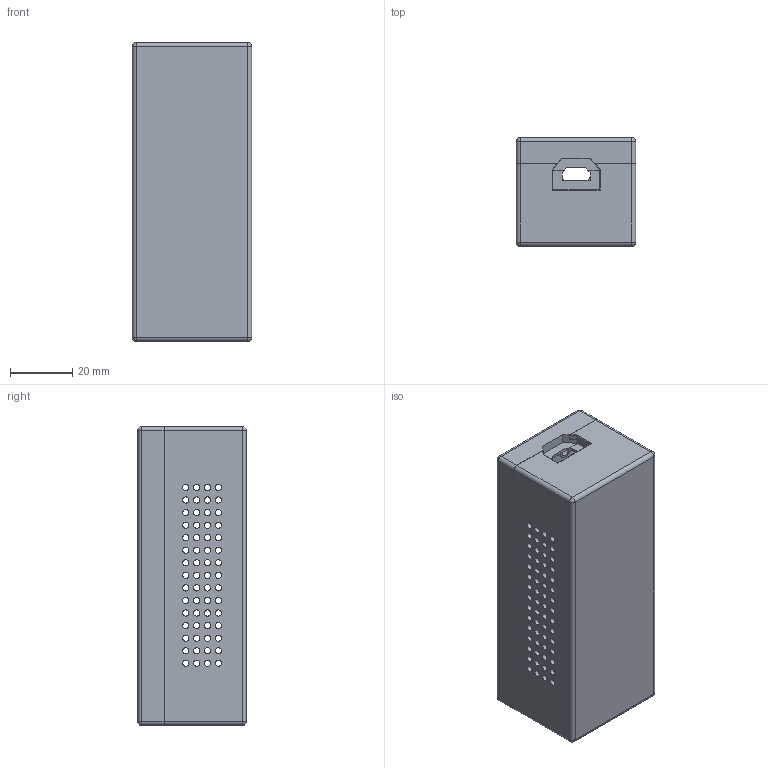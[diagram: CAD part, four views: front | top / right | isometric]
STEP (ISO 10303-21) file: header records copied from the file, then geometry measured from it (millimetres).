
FILE_DESCRIPTION(/* description */ ('STEP AP242','CAx-IF Rec.Pracs.---Representation and Presentation of Product Manufacturing Information (PMI)---4.0---2014-10-13','CAx-IF Rec.Pracs.---3D Tessellated Geometry---0.4---2014-09-14','2;1'),/* implementation_level */ '2;1');
FILE_NAME(/* name */ '68788bbb2724cc058ce9a94e',/* time_stamp */ '2025-07-17T05:35:55Z',/* author */ (''),/* organization */ (''),/* preprocessor_version */ 'ST-DEVELOPER v20',/* originating_system */ 'ONSHAPE BY PTC INC, 1.200',/* authorisation */ ' ');
FILE_SCHEMA (('AP242_MANAGED_MODEL_BASED_3D_ENGINEERING_MIM_LF { 1 0 10303 442 1 1 4 }'));
Length unit declared in the file: millimetre
Products named in the file (2): Top; Bottom
Bounding box: 38.44 x 35 x 96.16 mm (x, y, z)
Volume: 53520.8 mm3; surface area: 35438.5 mm2
Topology: 2 solids, 2 shells, 278 faces, 832 edges, 559 vertices
Faces by surface type: cylinder 172, plane 93, sphere 8, torus 4, bspline 1
Full cylindrical faces by diameter (mm): 2 x120, 3.1 x4, 4.5 x4, 4.65 x8
Entity records: 8790 total; most frequent: DIRECTION 1523, CARTESIAN_POINT 1450, ORIENTED_EDGE 1242, EDGE_LOOP 672, FACE_BOUND 672, AXIS2_PLACEMENT_3D 635, EDGE_CURVE 621, VERTEX_POINT 493
